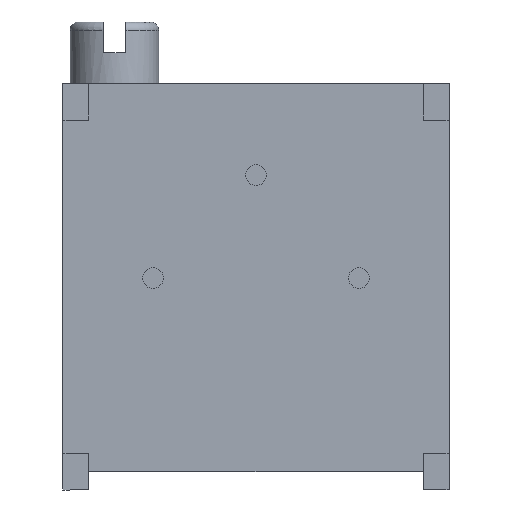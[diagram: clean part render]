
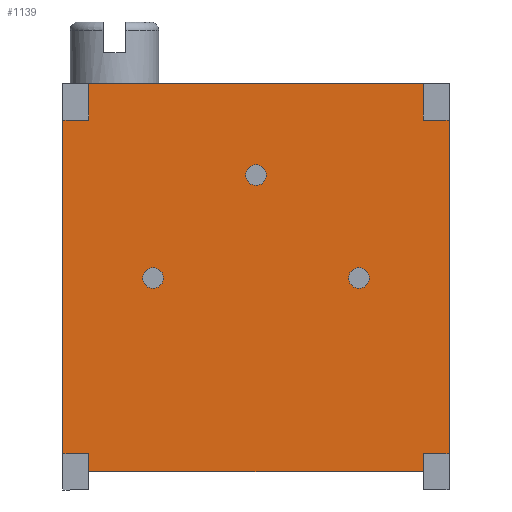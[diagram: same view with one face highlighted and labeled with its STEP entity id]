
A CAD part, front view. The second image highlights one B-rep face of the part: STEP entity #1139.
In plain terms, the highlighted planar face has unit normal (0, -1, 0).
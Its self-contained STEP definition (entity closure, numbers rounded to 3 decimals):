
#3 = VECTOR ( 'NONE', #297, 1000. ) ;
#34 = LINE ( 'NONE', #531, #1199 ) ;
#68 = DIRECTION ( 'NONE',  ( 0., -1., 0. ) ) ;
#79 = EDGE_CURVE ( 'NONE', #800, #118, #34, .T. ) ;
#85 = VERTEX_POINT ( 'NONE', #1137 ) ;
#87 = DIRECTION ( 'NONE',  ( 0., 0., 1. ) ) ;
#94 = DIRECTION ( 'NONE',  ( 0., 0., 1. ) ) ;
#100 = CARTESIAN_POINT ( 'NONE',  ( -4.13, 0.457, -4.78 ) ) ;
#101 = VECTOR ( 'NONE', #87, 1000. ) ;
#118 = VERTEX_POINT ( 'NONE', #728 ) ;
#140 = CARTESIAN_POINT ( 'NONE',  ( -4.765, 0.457, -4.33 ) ) ;
#170 = ORIENTED_EDGE ( 'NONE', *, *, #499, .T. ) ;
#200 = ORIENTED_EDGE ( 'NONE', *, *, #779, .F. ) ;
#209 = CARTESIAN_POINT ( 'NONE',  ( 0., 0.457, 3.9 ) ) ;
#254 = ORIENTED_EDGE ( 'NONE', *, *, #1303, .T. ) ;
#262 = PLANE ( 'NONE',  #458 ) ;
#267 = VECTOR ( 'NONE', #603, 1000. ) ;
#269 = LINE ( 'NONE', #1157, #475 ) ;
#283 = CARTESIAN_POINT ( 'NONE',  ( -4.13, 0.457, 3.9 ) ) ;
#290 = CARTESIAN_POINT ( 'NONE',  ( 4.13, 0.457, 0. ) ) ;
#297 = DIRECTION ( 'NONE',  ( 0., 0., -1. ) ) ;
#314 = LINE ( 'NONE', #209, #982 ) ;
#327 = LINE ( 'NONE', #727, #1180 ) ;
#333 = ORIENTED_EDGE ( 'NONE', *, *, #610, .T. ) ;
#336 = DIRECTION ( 'NONE',  ( 0., 0., 1. ) ) ;
#350 = DIRECTION ( 'NONE',  ( 1., 0., 0. ) ) ;
#351 = EDGE_CURVE ( 'NONE', #427, #827, #687, .T. ) ;
#356 = EDGE_CURVE ( 'NONE', #118, #811, #1196, .T. ) ;
#362 = CARTESIAN_POINT ( 'NONE',  ( 4.13, 0.457, -4.78 ) ) ;
#379 = EDGE_CURVE ( 'NONE', #1007, #827, #1158, .T. ) ;
#380 = VECTOR ( 'NONE', #94, 1000. ) ;
#384 = ORIENTED_EDGE ( 'NONE', *, *, #410, .T. ) ;
#410 = EDGE_CURVE ( 'NONE', #482, #962, #1212, .T. ) ;
#417 = DIRECTION ( 'NONE',  ( -1., 0., 0. ) ) ;
#422 = VECTOR ( 'NONE', #899, 1000. ) ;
#427 = VERTEX_POINT ( 'NONE', #1292 ) ;
#451 = VECTOR ( 'NONE', #622, 1000. ) ;
#458 = AXIS2_PLACEMENT_3D ( 'NONE', #946, #68, #593 ) ;
#475 = VECTOR ( 'NONE', #969, 1000. ) ;
#482 = VERTEX_POINT ( 'NONE', #1306 ) ;
#492 = LINE ( 'NONE', #598, #101 ) ;
#493 = CARTESIAN_POINT ( 'NONE',  ( -4.765, 0.457, 0. ) ) ;
#499 = EDGE_CURVE ( 'NONE', #811, #1115, #492, .T. ) ;
#509 = ORIENTED_EDGE ( 'NONE', *, *, #79, .T. ) ;
#531 = CARTESIAN_POINT ( 'NONE',  ( 4.13, 0.457, 0. ) ) ;
#555 = ORIENTED_EDGE ( 'NONE', *, *, #760, .T. ) ;
#562 = CARTESIAN_POINT ( 'NONE',  ( 0., 0.457, -4.33 ) ) ;
#593 = DIRECTION ( 'NONE',  ( 0., 0., -1. ) ) ;
#595 = CARTESIAN_POINT ( 'NONE',  ( 0., 0.457, 4.8 ) ) ;
#598 = CARTESIAN_POINT ( 'NONE',  ( 4.765, 0.457, 0. ) ) ;
#602 = DIRECTION ( 'NONE',  ( 1., 0., 0. ) ) ;
#603 = DIRECTION ( 'NONE',  ( -1., 0., 0. ) ) ;
#610 = EDGE_CURVE ( 'NONE', #1115, #482, #314, .T. ) ;
#615 = EDGE_LOOP ( 'NONE', ( #555, #509, #1261, #170, #333, #384, #254, #825, #200, #1278, #1034, #797 ) ) ;
#620 = LINE ( 'NONE', #1183, #451 ) ;
#622 = DIRECTION ( 'NONE',  ( 0., 0., 1. ) ) ;
#687 = LINE ( 'NONE', #562, #422 ) ;
#708 = EDGE_CURVE ( 'NONE', #1280, #427, #327, .T. ) ;
#712 = FACE_OUTER_BOUND ( 'NONE', #615, .T. ) ;
#721 = DIRECTION ( 'NONE',  ( 0., 0., 1. ) ) ;
#727 = CARTESIAN_POINT ( 'NONE',  ( -4.13, 0.457, 0. ) ) ;
#728 = CARTESIAN_POINT ( 'NONE',  ( 4.13, 0.457, -4.33 ) ) ;
#760 = EDGE_CURVE ( 'NONE', #1280, #800, #1138, .T. ) ;
#764 = CARTESIAN_POINT ( 'NONE',  ( 4.13, 0.457, 4.8 ) ) ;
#765 = CARTESIAN_POINT ( 'NONE',  ( 4.765, 0.457, 3.9 ) ) ;
#769 = CARTESIAN_POINT ( 'NONE',  ( -4.765, 0.457, 3.9 ) ) ;
#779 = EDGE_CURVE ( 'NONE', #1007, #1219, #269, .T. ) ;
#797 = ORIENTED_EDGE ( 'NONE', *, *, #708, .F. ) ;
#800 = VERTEX_POINT ( 'NONE', #362 ) ;
#811 = VERTEX_POINT ( 'NONE', #1149 ) ;
#825 = ORIENTED_EDGE ( 'NONE', *, *, #1021, .F. ) ;
#827 = VERTEX_POINT ( 'NONE', #140 ) ;
#876 = VECTOR ( 'NONE', #602, 1000. ) ;
#899 = DIRECTION ( 'NONE',  ( -1., 0., 0. ) ) ;
#946 = CARTESIAN_POINT ( 'NONE',  ( 0., 0.457, 0. ) ) ;
#962 = VERTEX_POINT ( 'NONE', #764 ) ;
#969 = DIRECTION ( 'NONE',  ( 1., 0., 0. ) ) ;
#982 = VECTOR ( 'NONE', #417, 1000. ) ;
#985 = CARTESIAN_POINT ( 'NONE',  ( 0., 0.457, -4.33 ) ) ;
#1007 = VERTEX_POINT ( 'NONE', #769 ) ;
#1021 = EDGE_CURVE ( 'NONE', #1219, #85, #620, .T. ) ;
#1034 = ORIENTED_EDGE ( 'NONE', *, *, #351, .F. ) ;
#1052 = CARTESIAN_POINT ( 'NONE',  ( 0., 0.457, -4.78 ) ) ;
#1105 = LINE ( 'NONE', #595, #267 ) ;
#1115 = VERTEX_POINT ( 'NONE', #765 ) ;
#1137 = CARTESIAN_POINT ( 'NONE',  ( -4.13, 0.457, 4.8 ) ) ;
#1138 = LINE ( 'NONE', #1052, #1289 ) ;
#1139 = ADVANCED_FACE ( 'NONE', ( #712 ), #262, .T. ) ;
#1149 = CARTESIAN_POINT ( 'NONE',  ( 4.765, 0.457, -4.33 ) ) ;
#1157 = CARTESIAN_POINT ( 'NONE',  ( 0., 0.457, 3.9 ) ) ;
#1158 = LINE ( 'NONE', #493, #3 ) ;
#1180 = VECTOR ( 'NONE', #721, 1000. ) ;
#1183 = CARTESIAN_POINT ( 'NONE',  ( -4.13, 0.457, 0. ) ) ;
#1196 = LINE ( 'NONE', #985, #876 ) ;
#1199 = VECTOR ( 'NONE', #336, 1000. ) ;
#1212 = LINE ( 'NONE', #290, #380 ) ;
#1219 = VERTEX_POINT ( 'NONE', #283 ) ;
#1261 = ORIENTED_EDGE ( 'NONE', *, *, #356, .T. ) ;
#1278 = ORIENTED_EDGE ( 'NONE', *, *, #379, .T. ) ;
#1280 = VERTEX_POINT ( 'NONE', #100 ) ;
#1289 = VECTOR ( 'NONE', #350, 1000. ) ;
#1292 = CARTESIAN_POINT ( 'NONE',  ( -4.13, 0.457, -4.33 ) ) ;
#1303 = EDGE_CURVE ( 'NONE', #962, #85, #1105, .T. ) ;
#1306 = CARTESIAN_POINT ( 'NONE',  ( 4.13, 0.457, 3.9 ) ) ;
